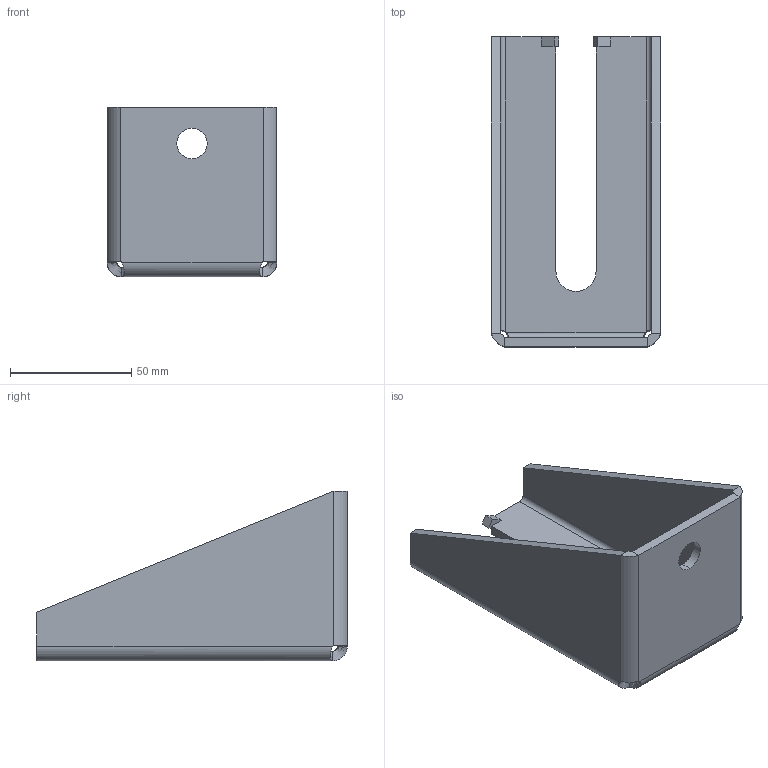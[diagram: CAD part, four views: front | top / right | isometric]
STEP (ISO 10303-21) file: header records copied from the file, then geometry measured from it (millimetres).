
FILE_DESCRIPTION (( 'STEP AP214' ), '1' );
FILE_NAME ('0080298.step', '2022-08-04T10:07:18', ( '' ), ( '' ), 'SwSTEP 2.0', 'SolidWorks 2020', '' );
FILE_SCHEMA (( 'AUTOMOTIVE_DESIGN' ));
Length unit declared in the file: millimetre
Products named in the file (1): 0080298
Bounding box: 70 x 128 x 70 mm (x, y, z)
Volume: 84196.6 mm3; surface area: 47216.9 mm2
Topology: 3 solids, 3 shells, 62 faces, 148 edges, 92 vertices
Faces by surface type: plane 39, cylinder 19, bspline 4
Entity records: 4140 total; most frequent: CARTESIAN_POINT 1971, ORIENTED_EDGE 296, DIRECTION 288, EDGE_CURVE 148, VECTOR 110, LINE 110, VERTEX_POINT 92, AXIS2_PLACEMENT_3D 89
